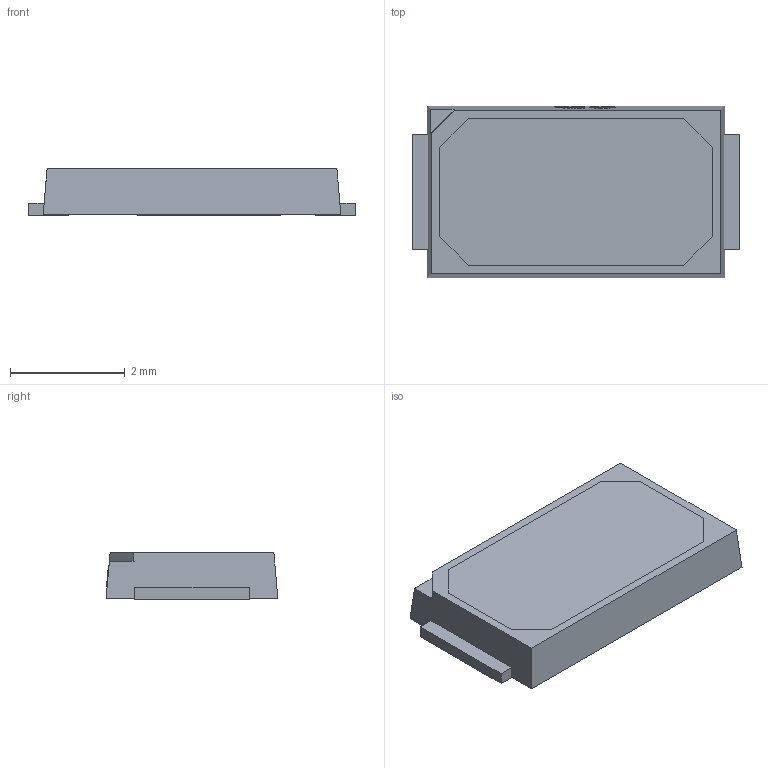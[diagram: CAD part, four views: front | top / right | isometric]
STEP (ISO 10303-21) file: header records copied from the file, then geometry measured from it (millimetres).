
FILE_DESCRIPTION (( 'STEP AP214' ), '1' );
FILE_NAME ('LED-SMD_3P-L5.7-W3.0-H0.8.step', '2022-07-08T11:59:45', ( '' ), ( '' ), 'SwSTEP 2.0', 'SolidWorks 2020', '' );
FILE_SCHEMA (( 'AUTOMOTIVE_DESIGN' ));
Length unit declared in the file: millimetre
Products named in the file (1): LED-SMD_3P-L5.7-W3.0-H0.8
Bounding box: 5.7 x 3 x 0.81 mm (x, y, z)
Volume: 12.3 mm3; surface area: 45.7 mm2
Topology: 1 solids, 1 shells, 314 faces, 869 edges, 578 vertices
Faces by surface type: plane 202, bspline 112
Entity records: 14609 total; most frequent: CARTESIAN_POINT 3878, ORIENTED_EDGE 1738, DIRECTION 1043, EDGE_CURVE 869, VECTOR 637, LINE 637, VERTEX_POINT 578, EDGE_LOOP 337
